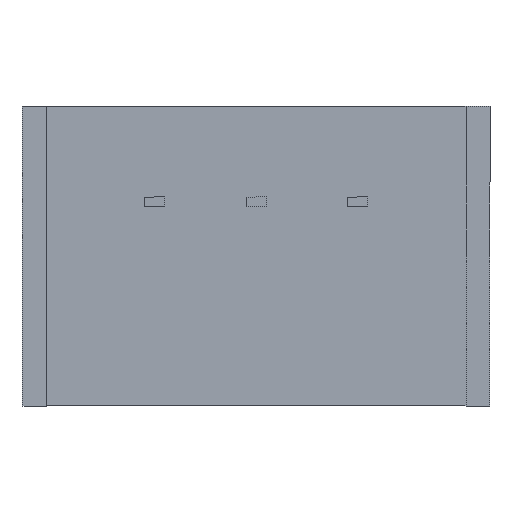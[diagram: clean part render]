
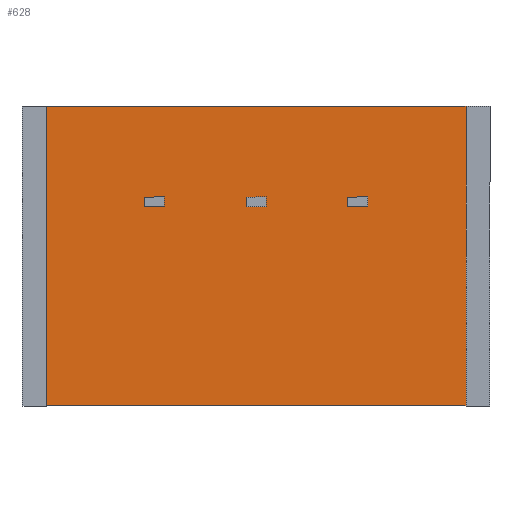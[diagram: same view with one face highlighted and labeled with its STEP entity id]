
A CAD part, front view. The second image highlights one B-rep face of the part: STEP entity #628.
In plain terms, the highlighted planar face has unit normal (0, -1, 0).
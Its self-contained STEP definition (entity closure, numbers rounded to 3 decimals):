
#17 = VECTOR ( 'NONE', #275, 1000. ) ;
#19 = LINE ( 'NONE', #302, #293 ) ;
#25 = LINE ( 'NONE', #966, #194 ) ;
#37 = LINE ( 'NONE', #268, #487 ) ;
#43 = DIRECTION ( 'NONE',  ( -1., 0., 0. ) ) ;
#48 = DIRECTION ( 'NONE',  ( 1., 0., 0. ) ) ;
#52 = CARTESIAN_POINT ( 'NONE',  ( 5.25, 0.5, -3.741 ) ) ;
#56 = VERTEX_POINT ( 'NONE', #52 ) ;
#65 = ORIENTED_EDGE ( 'NONE', *, *, #660, .F. ) ;
#69 = PLANE ( 'NONE',  #412 ) ;
#71 = ORIENTED_EDGE ( 'NONE', *, *, #666, .F. ) ;
#80 = CARTESIAN_POINT ( 'NONE',  ( 2.79, 0.5, 1.225 ) ) ;
#82 = CARTESIAN_POINT ( 'NONE',  ( -5.85, 0.5, 3.741 ) ) ;
#169 = CARTESIAN_POINT ( 'NONE',  ( -0.25, 0.5, 1.225 ) ) ;
#178 = DIRECTION ( 'NONE',  ( 0., 0., 1. ) ) ;
#187 = CARTESIAN_POINT ( 'NONE',  ( 5.25, 0.5, -3.75 ) ) ;
#188 = CARTESIAN_POINT ( 'NONE',  ( -5.25, 0.5, 3.741 ) ) ;
#189 = LINE ( 'NONE', #82, #192 ) ;
#192 = VECTOR ( 'NONE', #48, 1000. ) ;
#193 = CARTESIAN_POINT ( 'NONE',  ( 0.25, 0.5, 1.475 ) ) ;
#194 = VECTOR ( 'NONE', #971, 1000. ) ;
#196 = CARTESIAN_POINT ( 'NONE',  ( -2.29, 0.5, 1.225 ) ) ;
#198 = CARTESIAN_POINT ( 'NONE',  ( -2.79, 0.5, 1.475 ) ) ;
#201 = DIRECTION ( 'NONE',  ( 0., 0., -1. ) ) ;
#204 = DIRECTION ( 'NONE',  ( 1., 0., 0. ) ) ;
#207 = CARTESIAN_POINT ( 'NONE',  ( -2.79, 0.5, 1.225 ) ) ;
#223 = CARTESIAN_POINT ( 'NONE',  ( -5.85, 0.5, -3.741 ) ) ;
#229 = DIRECTION ( 'NONE',  ( -1., 0., 0. ) ) ;
#231 = CARTESIAN_POINT ( 'NONE',  ( 5.25, 0.5, 3.741 ) ) ;
#234 = CARTESIAN_POINT ( 'NONE',  ( 2.29, 0.5, 1.475 ) ) ;
#236 = CARTESIAN_POINT ( 'NONE',  ( -2.79, 0.5, 1.475 ) ) ;
#257 = VECTOR ( 'NONE', #654, 1000. ) ;
#260 = LINE ( 'NONE', #618, #257 ) ;
#261 = DIRECTION ( 'NONE',  ( 0., 0., 1. ) ) ;
#268 = CARTESIAN_POINT ( 'NONE',  ( 2.79, 0.5, 1.475 ) ) ;
#269 = VECTOR ( 'NONE', #493, 1000. ) ;
#272 = LINE ( 'NONE', #460, #269 ) ;
#275 = DIRECTION ( 'NONE',  ( -1., 0., 0. ) ) ;
#281 = VECTOR ( 'NONE', #834, 1000. ) ;
#282 = LINE ( 'NONE', #409, #281 ) ;
#293 = VECTOR ( 'NONE', #296, 1000. ) ;
#295 = VECTOR ( 'NONE', #229, 1000. ) ;
#296 = DIRECTION ( 'NONE',  ( 0., 0., 1. ) ) ;
#302 = CARTESIAN_POINT ( 'NONE',  ( -5.25, 0.5, -3.75 ) ) ;
#303 = LINE ( 'NONE', #223, #295 ) ;
#305 = VECTOR ( 'NONE', #204, 1000. ) ;
#307 = VECTOR ( 'NONE', #178, 1000. ) ;
#308 = LINE ( 'NONE', #207, #305 ) ;
#309 = LINE ( 'NONE', #198, #313 ) ;
#311 = LINE ( 'NONE', #236, #17 ) ;
#313 = VECTOR ( 'NONE', #201, 1000. ) ;
#315 = LINE ( 'NONE', #187, #307 ) ;
#325 = DIRECTION ( 'NONE',  ( -1., 0., 0. ) ) ;
#366 = FACE_OUTER_BOUND ( 'NONE', #808, .T. ) ;
#367 = FACE_BOUND ( 'NONE', #843, .T. ) ;
#373 = FACE_BOUND ( 'NONE', #708, .T. ) ;
#376 = FACE_BOUND ( 'NONE', #779, .T. ) ;
#388 = DIRECTION ( 'NONE',  ( 0., 0., 1. ) ) ;
#391 = LINE ( 'NONE', #538, #394 ) ;
#393 = CARTESIAN_POINT ( 'NONE',  ( -2.29, 0.5, 1.475 ) ) ;
#394 = VECTOR ( 'NONE', #568, 1000. ) ;
#403 = CARTESIAN_POINT ( 'NONE',  ( -0.25, 0.5, 1.225 ) ) ;
#408 = DIRECTION ( 'NONE',  ( 1., 0., 0. ) ) ;
#409 = CARTESIAN_POINT ( 'NONE',  ( -0.25, 0.5, 1.475 ) ) ;
#412 = AXIS2_PLACEMENT_3D ( 'NONE', #465, #440, #43 ) ;
#440 = DIRECTION ( 'NONE',  ( 0., 1., 0. ) ) ;
#460 = CARTESIAN_POINT ( 'NONE',  ( 0.25, 0.5, 1.475 ) ) ;
#465 = CARTESIAN_POINT ( 'NONE',  ( -5.25, 0.5, -3.75 ) ) ;
#475 = VECTOR ( 'NONE', #388, 1000. ) ;
#480 = LINE ( 'NONE', #403, #484 ) ;
#481 = LINE ( 'NONE', #393, #475 ) ;
#484 = VECTOR ( 'NONE', #408, 1000. ) ;
#487 = VECTOR ( 'NONE', #261, 1000. ) ;
#493 = DIRECTION ( 'NONE',  ( 0., 0., 1. ) ) ;
#538 = CARTESIAN_POINT ( 'NONE',  ( 2.29, 0.5, 1.475 ) ) ;
#555 = VECTOR ( 'NONE', #325, 1000. ) ;
#558 = CARTESIAN_POINT ( 'NONE',  ( 2.29, 0.5, 1.225 ) ) ;
#560 = LINE ( 'NONE', #234, #555 ) ;
#566 = ORIENTED_EDGE ( 'NONE', *, *, #675, .F. ) ;
#568 = DIRECTION ( 'NONE',  ( 0., 0., -1. ) ) ;
#583 = EDGE_CURVE ( 'NONE', #766, #732, #560, .T. ) ;
#602 = EDGE_CURVE ( 'NONE', #789, #766, #37, .T. ) ;
#607 = EDGE_CURVE ( 'NONE', #801, #677, #480, .T. ) ;
#608 = ORIENTED_EDGE ( 'NONE', *, *, #763, .F. ) ;
#609 = EDGE_CURVE ( 'NONE', #817, #720, #481, .T. ) ;
#613 = ORIENTED_EDGE ( 'NONE', *, *, #609, .F. ) ;
#617 = VERTEX_POINT ( 'NONE', #842 ) ;
#618 = CARTESIAN_POINT ( 'NONE',  ( 2.29, 0.5, 1.225 ) ) ;
#625 = EDGE_CURVE ( 'NONE', #732, #707, #391, .T. ) ;
#628 = ADVANCED_FACE ( 'NONE', ( #376, #366, #373, #367 ), #69, .F. ) ;
#639 = ORIENTED_EDGE ( 'NONE', *, *, #652, .F. ) ;
#646 = EDGE_CURVE ( 'NONE', #737, #617, #309, .T. ) ;
#648 = EDGE_CURVE ( 'NONE', #56, #912, #315, .T. ) ;
#649 = ORIENTED_EDGE ( 'NONE', *, *, #648, .T. ) ;
#652 = EDGE_CURVE ( 'NONE', #617, #817, #308, .T. ) ;
#654 = DIRECTION ( 'NONE',  ( 1., 0., 0. ) ) ;
#658 = EDGE_CURVE ( 'NONE', #720, #737, #311, .T. ) ;
#660 = EDGE_CURVE ( 'NONE', #56, #726, #303, .T. ) ;
#666 = EDGE_CURVE ( 'NONE', #726, #819, #19, .T. ) ;
#668 = ORIENTED_EDGE ( 'NONE', *, *, #658, .F. ) ;
#675 = EDGE_CURVE ( 'NONE', #744, #801, #282, .T. ) ;
#677 = VERTEX_POINT ( 'NONE', #793 ) ;
#688 = ORIENTED_EDGE ( 'NONE', *, *, #776, .F. ) ;
#696 = EDGE_CURVE ( 'NONE', #677, #983, #272, .T. ) ;
#704 = EDGE_CURVE ( 'NONE', #707, #789, #260, .T. ) ;
#707 = VERTEX_POINT ( 'NONE', #558 ) ;
#708 = EDGE_LOOP ( 'NONE', ( #566, #608, #861, #862 ) ) ;
#716 = ORIENTED_EDGE ( 'NONE', *, *, #646, .F. ) ;
#720 = VERTEX_POINT ( 'NONE', #804 ) ;
#726 = VERTEX_POINT ( 'NONE', #832 ) ;
#732 = VERTEX_POINT ( 'NONE', #886 ) ;
#737 = VERTEX_POINT ( 'NONE', #911 ) ;
#744 = VERTEX_POINT ( 'NONE', #920 ) ;
#763 = EDGE_CURVE ( 'NONE', #983, #744, #25, .T. ) ;
#766 = VERTEX_POINT ( 'NONE', #970 ) ;
#776 = EDGE_CURVE ( 'NONE', #819, #912, #189, .T. ) ;
#779 = EDGE_LOOP ( 'NONE', ( #716, #668, #613, #639 ) ) ;
#789 = VERTEX_POINT ( 'NONE', #80 ) ;
#793 = CARTESIAN_POINT ( 'NONE',  ( 0.25, 0.5, 1.225 ) ) ;
#801 = VERTEX_POINT ( 'NONE', #169 ) ;
#804 = CARTESIAN_POINT ( 'NONE',  ( -2.29, 0.5, 1.475 ) ) ;
#808 = EDGE_LOOP ( 'NONE', ( #649, #688, #71, #65 ) ) ;
#814 = ORIENTED_EDGE ( 'NONE', *, *, #625, .F. ) ;
#817 = VERTEX_POINT ( 'NONE', #196 ) ;
#819 = VERTEX_POINT ( 'NONE', #188 ) ;
#820 = ORIENTED_EDGE ( 'NONE', *, *, #704, .F. ) ;
#821 = ORIENTED_EDGE ( 'NONE', *, *, #602, .F. ) ;
#832 = CARTESIAN_POINT ( 'NONE',  ( -5.25, 0.5, -3.741 ) ) ;
#834 = DIRECTION ( 'NONE',  ( 0., 0., -1. ) ) ;
#842 = CARTESIAN_POINT ( 'NONE',  ( -2.79, 0.5, 1.225 ) ) ;
#843 = EDGE_LOOP ( 'NONE', ( #814, #867, #821, #820 ) ) ;
#861 = ORIENTED_EDGE ( 'NONE', *, *, #696, .F. ) ;
#862 = ORIENTED_EDGE ( 'NONE', *, *, #607, .F. ) ;
#867 = ORIENTED_EDGE ( 'NONE', *, *, #583, .F. ) ;
#886 = CARTESIAN_POINT ( 'NONE',  ( 2.29, 0.5, 1.475 ) ) ;
#911 = CARTESIAN_POINT ( 'NONE',  ( -2.79, 0.5, 1.475 ) ) ;
#912 = VERTEX_POINT ( 'NONE', #231 ) ;
#920 = CARTESIAN_POINT ( 'NONE',  ( -0.25, 0.5, 1.475 ) ) ;
#966 = CARTESIAN_POINT ( 'NONE',  ( -0.25, 0.5, 1.475 ) ) ;
#970 = CARTESIAN_POINT ( 'NONE',  ( 2.79, 0.5, 1.475 ) ) ;
#971 = DIRECTION ( 'NONE',  ( -1., 0., 0. ) ) ;
#983 = VERTEX_POINT ( 'NONE', #193 ) ;
